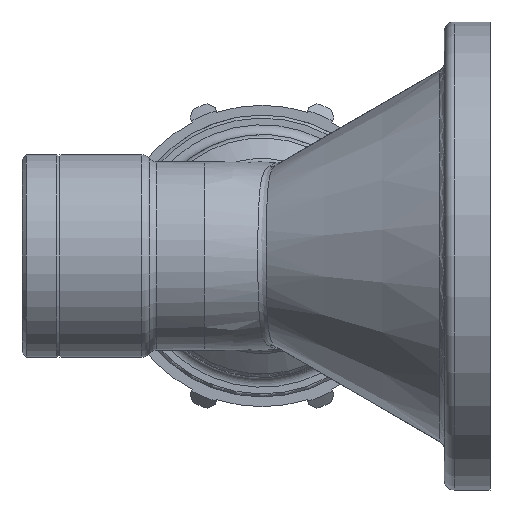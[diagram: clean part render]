
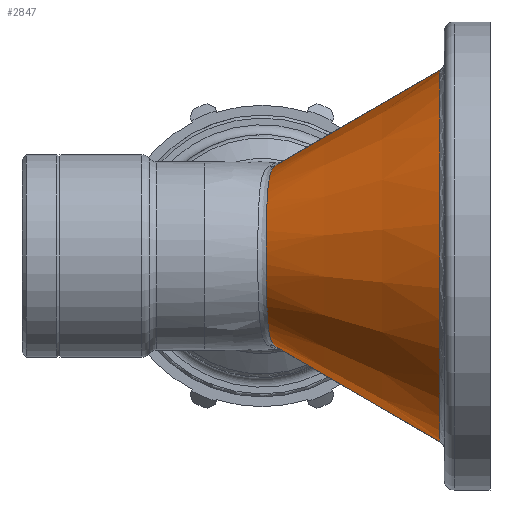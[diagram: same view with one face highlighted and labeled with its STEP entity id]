
A CAD part, left-side view. The second image highlights one B-rep face of the part: STEP entity #2847.
In plain terms, the highlighted conical face has half-angle 30.116 degrees and reference radius 31.4 mm.
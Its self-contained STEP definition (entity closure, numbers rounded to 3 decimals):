
#17=CONICAL_SURFACE('',#3048,31.4,30.116);
#114=B_SPLINE_CURVE_WITH_KNOTS('',3,(#4485,#4486,#4487,#4488,#4489,#4490,
#4491,#4492,#4493,#4494),.UNSPECIFIED.,.F.,.F.,(4,1,1,1,1,1,1,4),(-4.99,
-4.277,-3.564,-2.851,-2.138,
-1.426,-0.713,0.),.UNSPECIFIED.);
#169=LINE('',#4427,#359);
#174=LINE('',#4484,#364);
#359=VECTOR('',#3440,31.51);
#364=VECTOR('',#3447,31.51);
#643=FACE_OUTER_BOUND('',#815,.T.);
#815=EDGE_LOOP('',(#1929,#1930,#1931,#1932));
#1020=CIRCLE('',#3045,30.932);
#1180=VERTEX_POINT('',#4416);
#1181=VERTEX_POINT('',#4420);
#1182=VERTEX_POINT('',#4426);
#1192=VERTEX_POINT('',#4483);
#1473=EDGE_CURVE('',#1180,#1181,#1020,.T.);
#1475=EDGE_CURVE('',#1181,#1182,#169,.T.);
#1486=EDGE_CURVE('',#1180,#1192,#174,.T.);
#1487=EDGE_CURVE('',#1182,#1192,#114,.T.);
#1929=ORIENTED_EDGE('',*,*,#1473,.F.);
#1930=ORIENTED_EDGE('',*,*,#1486,.T.);
#1931=ORIENTED_EDGE('',*,*,#1487,.F.);
#1932=ORIENTED_EDGE('',*,*,#1475,.F.);
#2847=ADVANCED_FACE('',(#643),#17,.T.);
#3045=AXIS2_PLACEMENT_3D('',#4422,#3433,#3434);
#3048=AXIS2_PLACEMENT_3D('',#4482,#3445,#3446);
#3433=DIRECTION('center_axis',(0.,-1.,0.));
#3434=DIRECTION('ref_axis',(-1.,0.,0.));
#3440=DIRECTION('',(0.,0.865,0.502));
#3445=DIRECTION('center_axis',(0.,-1.,0.));
#3446=DIRECTION('ref_axis',(0.,0.,1.));
#3447=DIRECTION('',(0.,0.865,-0.502));
#4416=CARTESIAN_POINT('',(0.,-29.593,30.932));
#4420=CARTESIAN_POINT('',(0.,-29.593,-30.932));
#4422=CARTESIAN_POINT('Origin',(0.,-29.593,
0.));
#4426=CARTESIAN_POINT('',(0.,-2.336,-15.122));
#4427=CARTESIAN_POINT('',(0.,-30.4,-31.4));
#4482=CARTESIAN_POINT('Origin',(0.,-30.4,0.));
#4483=CARTESIAN_POINT('',(0.,-2.336,15.122));
#4484=CARTESIAN_POINT('',(0.,-30.4,31.4));
#4485=CARTESIAN_POINT('Ctrl Pts',(0.,-2.336,
-15.122));
#4486=CARTESIAN_POINT('Ctrl Pts',(-2.09,-1.769,-14.793));
#4487=CARTESIAN_POINT('Ctrl Pts',(-6.289,-1.162,-13.543));
#4488=CARTESIAN_POINT('Ctrl Pts',(-11.411,-0.807,
-9.324));
#4489=CARTESIAN_POINT('Ctrl Pts',(-14.277,-0.672,-3.326));
#4490=CARTESIAN_POINT('Ctrl Pts',(-14.28,-0.672,
3.326));
#4491=CARTESIAN_POINT('Ctrl Pts',(-11.41,-0.807,
9.323));
#4492=CARTESIAN_POINT('Ctrl Pts',(-6.289,-1.162,13.543));
#4493=CARTESIAN_POINT('Ctrl Pts',(-2.09,-1.769,14.793));
#4494=CARTESIAN_POINT('Ctrl Pts',(0.,-2.336,
15.122));
